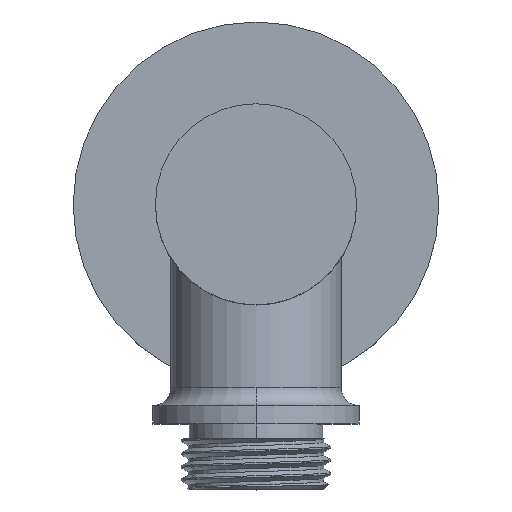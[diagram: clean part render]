
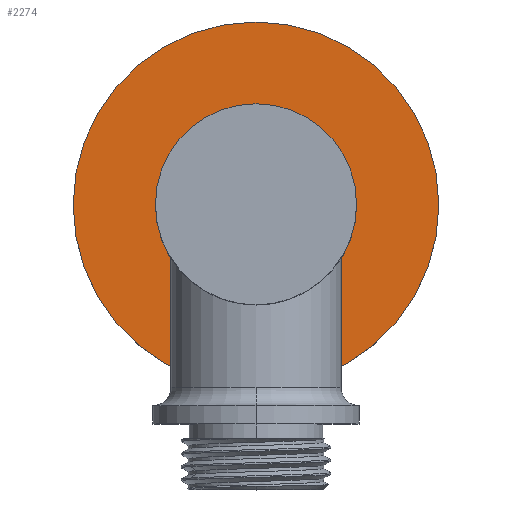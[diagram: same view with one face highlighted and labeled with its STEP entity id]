
A CAD part, top view. The second image highlights one B-rep face of the part: STEP entity #2274.
In plain terms, the highlighted planar face has unit normal (0, 0, 1).
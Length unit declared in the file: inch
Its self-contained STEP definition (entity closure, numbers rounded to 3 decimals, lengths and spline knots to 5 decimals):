
#2189=CARTESIAN_POINT('',(0.,0.,0.31));
#2190=DIRECTION('',(0.,0.,-1.));
#2191=DIRECTION('',(-1.,0.,0.));
#2192=AXIS2_PLACEMENT_3D('',#2189,#2190,#2191);
#2194=CARTESIAN_POINT('',(0.,0.,0.31));
#2195=DIRECTION('',(0.,0.,-1.));
#2196=DIRECTION('',(1.,0.,0.));
#2197=AXIS2_PLACEMENT_3D('',#2194,#2195,#2196);
#2239=CARTESIAN_POINT('',(-1.,0.,0.31));
#2240=CARTESIAN_POINT('',(1.,0.,0.31));
#2241=VERTEX_POINT('',#2239);
#2242=VERTEX_POINT('',#2240);
#2263=CARTESIAN_POINT('',(0.,0.,0.31));
#2264=DIRECTION('',(0.,0.,-1.));
#2265=DIRECTION('',(-1.,0.,0.));
#2266=AXIS2_PLACEMENT_3D('',#2263,#2264,#2265);
#2267=PLANE('',#2266);
#2269=ORIENTED_EDGE('',*,*,#2268,.T.);
#2271=ORIENTED_EDGE('',*,*,#2270,.T.);
#2272=EDGE_LOOP('',(#2269,#2271));
#2273=FACE_OUTER_BOUND('',#2272,.F.);
#2274=ADVANCED_FACE('',(#2273),#2267,.F.);
#2193=CIRCLE('',#2192,1.);
#2198=CIRCLE('',#2197,1.);
#2268=EDGE_CURVE('',#2241,#2242,#2193,.T.);
#2270=EDGE_CURVE('',#2242,#2241,#2198,.T.);
